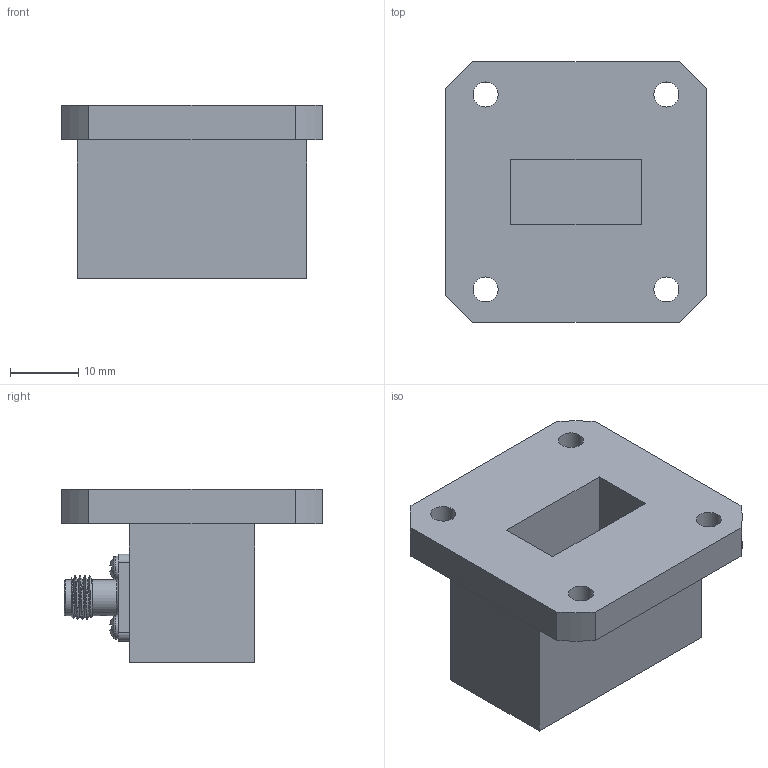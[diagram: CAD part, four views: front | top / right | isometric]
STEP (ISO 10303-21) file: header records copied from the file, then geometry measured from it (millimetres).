
FILE_DESCRIPTION (( 'STEP AP203' ), '1' );
FILE_NAME ('FMWCA1024_3D.step', '2021-02-24T15:56:33', ( '' ), ( '' ), 'SwSTEP 2.0', 'SolidWorks 2018', '' );
FILE_SCHEMA (( 'CONFIG_CONTROL_DESIGN' ));
Length unit declared in the file: inch
Products named in the file (1): FMWCA1024_3D
Bounding box: 38.1 x 38.1 x 25.41 mm (x, y, z)
Volume: 15510.8 mm3; surface area: 7756.3 mm2
Topology: 1 solids, 6 shells, 190 faces, 485 edges, 325 vertices
Faces by surface type: plane 109, cylinder 36, bspline 23, cone 21, torus 1
Full cylindrical faces by diameter (mm): 1.016 x1, 1.27 x1, 2.578 x4, 3.454 x4, 3.658 x4, 4.521 x1, 5.08 x1, 5.334 x2
Entity records: 11998 total; most frequent: CARTESIAN_POINT 7779, ORIENTED_EDGE 894, DIRECTION 728, EDGE_CURVE 447, VERTEX_POINT 313, AXIS2_PLACEMENT_3D 272, EDGE_LOOP 252, FACE_OUTER_BOUND 213
